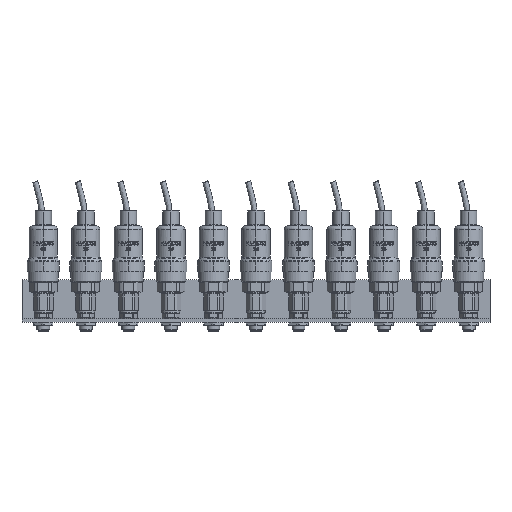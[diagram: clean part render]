
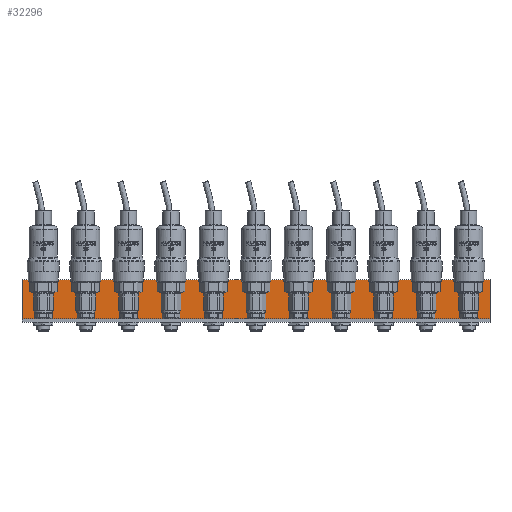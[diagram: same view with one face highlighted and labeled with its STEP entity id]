
A CAD part, front view. The second image highlights one B-rep face of the part: STEP entity #32296.
In plain terms, the highlighted planar face has unit normal (0, -1, 0).
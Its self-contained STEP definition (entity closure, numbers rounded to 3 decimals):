
#829 = VECTOR ( 'NONE', #43783, 1000. ) ;
#1055 = DIRECTION ( 'NONE',  ( 1., 0., 0. ) ) ;
#3048 = LINE ( 'NONE', #45712, #95247 ) ;
#4050 = PLANE ( 'NONE',  #4533 ) ;
#4533 = AXIS2_PLACEMENT_3D ( 'NONE', #102408, #49077, #111325 ) ;
#5111 = CARTESIAN_POINT ( 'NONE',  ( -440., -3., 3. ) ) ;
#8232 = VECTOR ( 'NONE', #56818, 1000. ) ;
#28193 = VERTEX_POINT ( 'NONE', #42370 ) ;
#30315 = ORIENTED_EDGE ( 'NONE', *, *, #99078, .T. ) ;
#31597 = CARTESIAN_POINT ( 'NONE',  ( -440., -3., 3. ) ) ;
#32281 = CARTESIAN_POINT ( 'NONE',  ( -440., -3., 40. ) ) ;
#32296 = ADVANCED_FACE ( 'NONE', ( #45057 ), #4050, .T. ) ;
#40631 = ORIENTED_EDGE ( 'NONE', *, *, #106415, .F. ) ;
#42370 = CARTESIAN_POINT ( 'NONE',  ( 0., -3., 3. ) ) ;
#43783 = DIRECTION ( 'NONE',  ( 0., 0., -1. ) ) ;
#45057 = FACE_OUTER_BOUND ( 'NONE', #71433, .T. ) ;
#45712 = CARTESIAN_POINT ( 'NONE',  ( -440., -3., 40. ) ) ;
#45920 = VECTOR ( 'NONE', #49230, 1000. ) ;
#48402 = LINE ( 'NONE', #97112, #829 ) ;
#49077 = DIRECTION ( 'NONE',  ( 0., -1., 0. ) ) ;
#49230 = DIRECTION ( 'NONE',  ( 1., 0., 0. ) ) ;
#49542 = EDGE_CURVE ( 'NONE', #115001, #98389, #3048, .T. ) ;
#55823 = LINE ( 'NONE', #109350, #8232 ) ;
#56818 = DIRECTION ( 'NONE',  ( 0., 0., -1. ) ) ;
#71433 = EDGE_LOOP ( 'NONE', ( #40631, #91812, #81418, #30315 ) ) ;
#81418 = ORIENTED_EDGE ( 'NONE', *, *, #93544, .T. ) ;
#91812 = ORIENTED_EDGE ( 'NONE', *, *, #49542, .F. ) ;
#93544 = EDGE_CURVE ( 'NONE', #115001, #110688, #48402, .T. ) ;
#95247 = VECTOR ( 'NONE', #1055, 1000. ) ;
#97112 = CARTESIAN_POINT ( 'NONE',  ( -440., -3., 40. ) ) ;
#97378 = CARTESIAN_POINT ( 'NONE',  ( 0., -3., 40. ) ) ;
#98389 = VERTEX_POINT ( 'NONE', #97378 ) ;
#99078 = EDGE_CURVE ( 'NONE', #110688, #28193, #114185, .T. ) ;
#102408 = CARTESIAN_POINT ( 'NONE',  ( -440., -3., 40. ) ) ;
#106415 = EDGE_CURVE ( 'NONE', #98389, #28193, #55823, .T. ) ;
#109350 = CARTESIAN_POINT ( 'NONE',  ( 0., -3., 40. ) ) ;
#110688 = VERTEX_POINT ( 'NONE', #5111 ) ;
#111325 = DIRECTION ( 'NONE',  ( 0., 0., -1. ) ) ;
#114185 = LINE ( 'NONE', #31597, #45920 ) ;
#115001 = VERTEX_POINT ( 'NONE', #32281 ) ;
